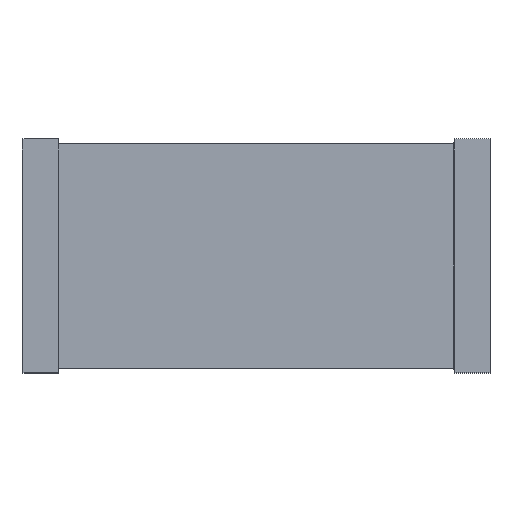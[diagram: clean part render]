
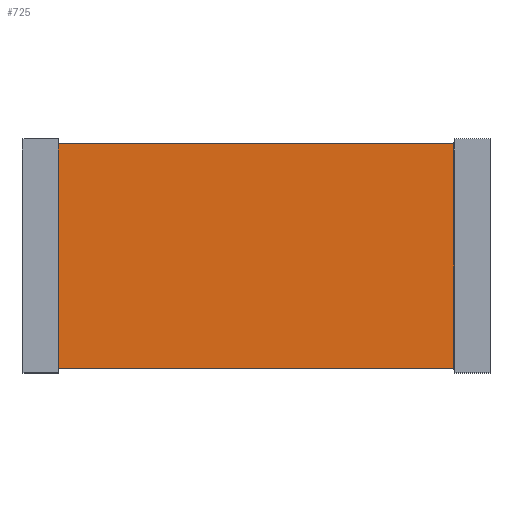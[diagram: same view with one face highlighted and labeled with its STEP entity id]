
A CAD part, top view. The second image highlights one B-rep face of the part: STEP entity #725.
In plain terms, the highlighted planar face has unit normal (0, 0, 1).
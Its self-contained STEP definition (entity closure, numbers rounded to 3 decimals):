
#31 = EDGE_CURVE ( 'NONE', #416, #504, #304, .T. ) ;
#40 = EDGE_CURVE ( 'NONE', #430, #427, #213, .T. ) ;
#54 = EDGE_CURVE ( 'NONE', #504, #430, #301, .T. ) ;
#59 = EDGE_CURVE ( 'NONE', #427, #416, #320, .T. ) ;
#114 = AXIS2_PLACEMENT_3D ( 'NONE', #661, #681, #682 ) ;
#131 = ORIENTED_EDGE ( 'NONE', *, *, #31, .T. ) ;
#164 = ORIENTED_EDGE ( 'NONE', *, *, #40, .T. ) ;
#173 = VECTOR ( 'NONE', #503, 1000. ) ;
#180 = ORIENTED_EDGE ( 'NONE', *, *, #59, .T. ) ;
#213 = LINE ( 'NONE', #471, #295 ) ;
#225 = VECTOR ( 'NONE', #412, 1000. ) ;
#291 = ORIENTED_EDGE ( 'NONE', *, *, #54, .T. ) ;
#295 = VECTOR ( 'NONE', #442, 1000. ) ;
#296 = EDGE_LOOP ( 'NONE', ( #291, #164, #180, #131 ) ) ;
#301 = LINE ( 'NONE', #449, #225 ) ;
#304 = LINE ( 'NONE', #390, #173 ) ;
#308 = VECTOR ( 'NONE', #469, 1000. ) ;
#320 = LINE ( 'NONE', #540, #308 ) ;
#366 = FACE_OUTER_BOUND ( 'NONE', #296, .T. ) ;
#390 = CARTESIAN_POINT ( 'NONE',  ( -2.75, -1.563, 0.725 ) ) ;
#410 = CARTESIAN_POINT ( 'NONE',  ( -2.75, -1.563, 0.725 ) ) ;
#412 = DIRECTION ( 'NONE',  ( 0., 1., 0. ) ) ;
#416 = VERTEX_POINT ( 'NONE', #410 ) ;
#425 = CARTESIAN_POINT ( 'NONE',  ( 2.75, 1.562, 0.725 ) ) ;
#427 = VERTEX_POINT ( 'NONE', #467 ) ;
#430 = VERTEX_POINT ( 'NONE', #425 ) ;
#442 = DIRECTION ( 'NONE',  ( -1., 0., 0. ) ) ;
#449 = CARTESIAN_POINT ( 'NONE',  ( 2.75, -1.563, 0.725 ) ) ;
#452 = CARTESIAN_POINT ( 'NONE',  ( 2.75, -1.563, 0.725 ) ) ;
#467 = CARTESIAN_POINT ( 'NONE',  ( -2.75, 1.562, 0.725 ) ) ;
#469 = DIRECTION ( 'NONE',  ( 0., -1., 0. ) ) ;
#471 = CARTESIAN_POINT ( 'NONE',  ( -2.75, 1.562, 0.725 ) ) ;
#503 = DIRECTION ( 'NONE',  ( 1., 0., 0. ) ) ;
#504 = VERTEX_POINT ( 'NONE', #452 ) ;
#540 = CARTESIAN_POINT ( 'NONE',  ( -2.75, -1.563, 0.725 ) ) ;
#661 = CARTESIAN_POINT ( 'NONE',  ( 2.75, 1.562, 0.725 ) ) ;
#669 = PLANE ( 'NONE',  #114 ) ;
#681 = DIRECTION ( 'NONE',  ( 0., 0., -1. ) ) ;
#682 = DIRECTION ( 'NONE',  ( -1., 0., 0. ) ) ;
#725 = ADVANCED_FACE ( 'NONE', ( #366 ), #669, .F. ) ;
